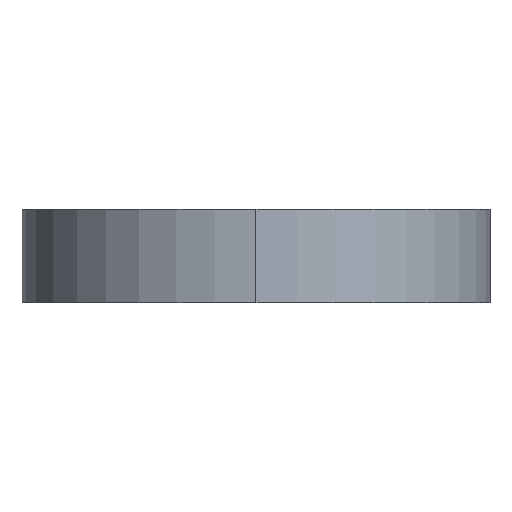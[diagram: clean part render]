
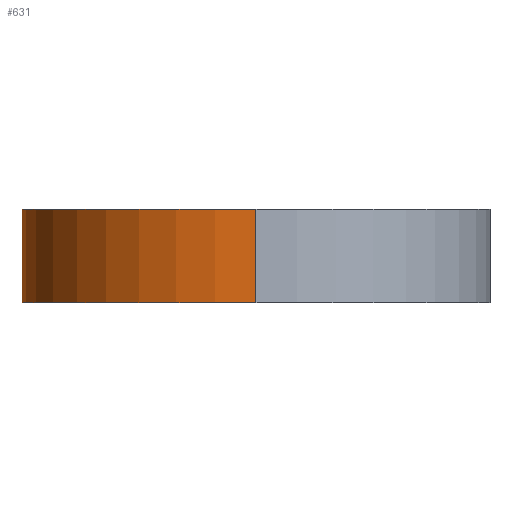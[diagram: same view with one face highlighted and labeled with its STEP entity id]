
A CAD part, left-side view. The second image highlights one B-rep face of the part: STEP entity #631.
In plain terms, the highlighted cylindrical face has radius 7.5 mm (diameter 15 mm), a partial arc.
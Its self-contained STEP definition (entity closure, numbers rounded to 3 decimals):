
#63 = VERTEX_POINT ( 'NONE', #1869 ) ;
#87 = DIRECTION ( 'NONE',  ( 1., 0., 0. ) ) ;
#104 = CARTESIAN_POINT ( 'NONE',  ( -22.5, 0., 3. ) ) ;
#145 = FACE_OUTER_BOUND ( 'NONE', #2086, .T. ) ;
#202 = EDGE_CURVE ( 'NONE', #966, #1730, #2266, .T. ) ;
#252 = EDGE_CURVE ( 'NONE', #1730, #1220, #1346, .T. ) ;
#308 = AXIS2_PLACEMENT_3D ( 'NONE', #1596, #1976, #87 ) ;
#631 = ADVANCED_FACE ( 'NONE', ( #145 ), #1420, .T. ) ;
#904 = ORIENTED_EDGE ( 'NONE', *, *, #202, .F. ) ;
#946 = CARTESIAN_POINT ( 'NONE',  ( -22.5, 0., 3. ) ) ;
#966 = VERTEX_POINT ( 'NONE', #104 ) ;
#986 = DIRECTION ( 'NONE',  ( 0., 0., 1. ) ) ;
#1050 = CARTESIAN_POINT ( 'NONE',  ( -22.5, 0., 0. ) ) ;
#1056 = DIRECTION ( 'NONE',  ( -1., 0., 0. ) ) ;
#1093 = CARTESIAN_POINT ( 'NONE',  ( -15., 0., 3. ) ) ;
#1117 = CARTESIAN_POINT ( 'NONE',  ( -15., 7.5, 0. ) ) ;
#1204 = EDGE_CURVE ( 'NONE', #1220, #63, #1895, .T. ) ;
#1220 = VERTEX_POINT ( 'NONE', #1117 ) ;
#1281 = ORIENTED_EDGE ( 'NONE', *, *, #252, .F. ) ;
#1294 = ORIENTED_EDGE ( 'NONE', *, *, #1605, .F. ) ;
#1346 = CIRCLE ( 'NONE', #308, 7.5 ) ;
#1420 = CYLINDRICAL_SURFACE ( 'NONE', #1427, 7.5 ) ;
#1427 = AXIS2_PLACEMENT_3D ( 'NONE', #1093, #1641, #1056 ) ;
#1596 = CARTESIAN_POINT ( 'NONE',  ( -15., 0., 0. ) ) ;
#1605 = EDGE_CURVE ( 'NONE', #63, #966, #1964, .T. ) ;
#1641 = DIRECTION ( 'NONE',  ( 0., 0., -1. ) ) ;
#1706 = DIRECTION ( 'NONE',  ( 0., 0., -1. ) ) ;
#1708 = DIRECTION ( 'NONE',  ( 1., 0., 0. ) ) ;
#1719 = AXIS2_PLACEMENT_3D ( 'NONE', #1896, #986, #1708 ) ;
#1730 = VERTEX_POINT ( 'NONE', #1050 ) ;
#1746 = ORIENTED_EDGE ( 'NONE', *, *, #1204, .F. ) ;
#1869 = CARTESIAN_POINT ( 'NONE',  ( -15., 7.5, 3. ) ) ;
#1895 = LINE ( 'NONE', #2249, #2004 ) ;
#1896 = CARTESIAN_POINT ( 'NONE',  ( -15., 0., 3. ) ) ;
#1964 = CIRCLE ( 'NONE', #1719, 7.5 ) ;
#1976 = DIRECTION ( 'NONE',  ( 0., 0., -1. ) ) ;
#2004 = VECTOR ( 'NONE', #2065, 1000. ) ;
#2065 = DIRECTION ( 'NONE',  ( 0., 0., 1. ) ) ;
#2076 = VECTOR ( 'NONE', #1706, 1000. ) ;
#2086 = EDGE_LOOP ( 'NONE', ( #904, #1294, #1746, #1281 ) ) ;
#2249 = CARTESIAN_POINT ( 'NONE',  ( -15., 7.5, 3. ) ) ;
#2266 = LINE ( 'NONE', #946, #2076 ) ;
